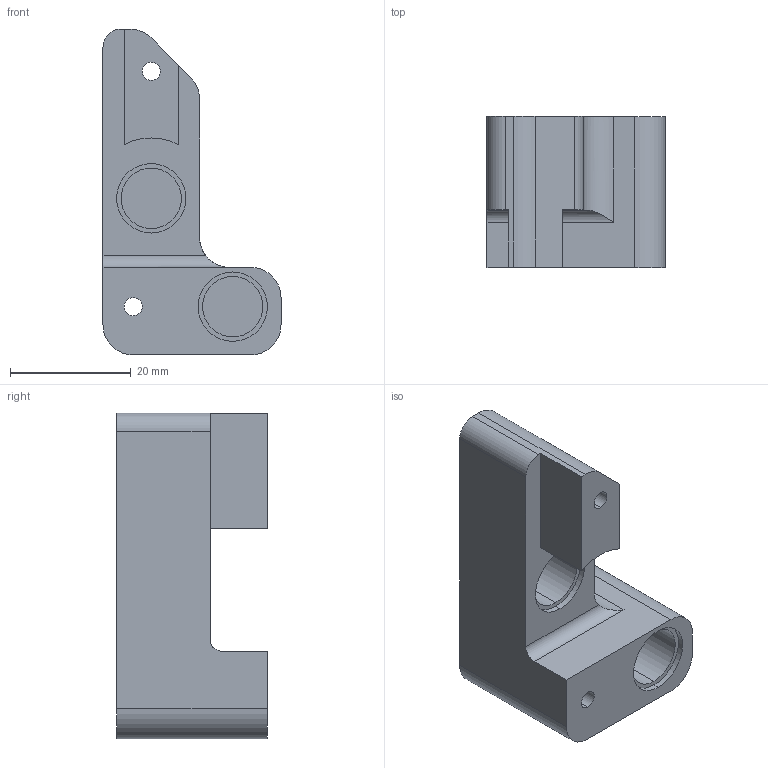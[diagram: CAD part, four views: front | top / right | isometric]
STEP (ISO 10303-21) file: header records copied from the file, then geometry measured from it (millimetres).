
FILE_DESCRIPTION (( 'STEP AP214' ), '1' );
FILE_NAME ('Cover_right.STEP', '2020-07-04T06:58:26', ( '' ), ( '' ), 'SwSTEP 2.0', 'SolidWorks 2017', '' );
FILE_SCHEMA (( 'AUTOMOTIVE_DESIGN' ));
Length unit declared in the file: millimetre
Products named in the file (1): Cover_right
Bounding box: 29.5 x 25 x 54 mm (x, y, z)
Volume: 18303.7 mm3; surface area: 6944.5 mm2
Topology: 1 solids, 1 shells, 66 faces, 168 edges, 112 vertices
Faces by surface type: plane 32, cylinder 26, bspline 8
Entity records: 2432 total; most frequent: CARTESIAN_POINT 792, ORIENTED_EDGE 336, DIRECTION 320, EDGE_CURVE 168, VERTEX_POINT 112, AXIS2_PLACEMENT_3D 110, LINE 100, VECTOR 100
